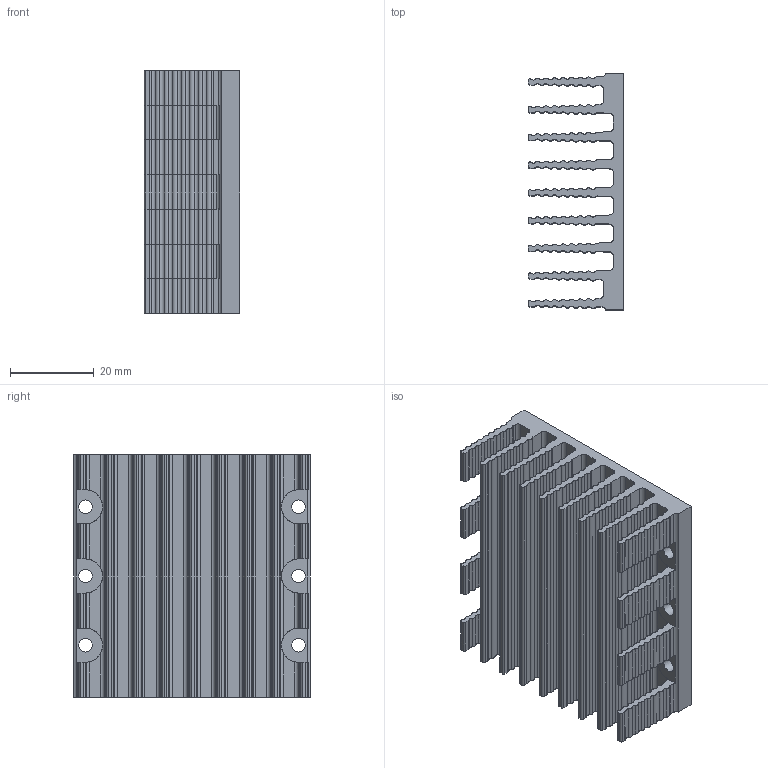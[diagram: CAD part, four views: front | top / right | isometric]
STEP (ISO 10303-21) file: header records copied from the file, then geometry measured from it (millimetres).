
FILE_DESCRIPTION (( 'STEP AP214' ), '1' );
FILE_NAME ('30182r5.STEP', '2011-06-30T14:54:09', ( 'Vicor User' ), ( 'Microsoft' ), 'SwSTEP 2.0', 'SolidWorks 2010', '' );
FILE_SCHEMA (( 'AUTOMOTIVE_DESIGN' ));
Length unit declared in the file: millimetre
Products named in the file (1): 30182r5
Bounding box: 22.86 x 56.39 x 57.91 mm (x, y, z)
Volume: 25867.5 mm3; surface area: 27763.6 mm2
Topology: 1 solids, 1 shells, 679 faces, 2031 edges, 1354 vertices
Faces by surface type: cylinder 582, plane 97
Full cylindrical faces by diameter (mm): 3.264 x6
Entity records: 31194 total; most frequent: CARTESIAN_POINT 4443, DIRECTION 4417, ORIENTED_EDGE 4050, EDGE_CURVE 2025, AXIS2_PLACEMENT_3D 1796, VERTEX_POINT 1354, CIRCLE 1116, VECTOR 825
